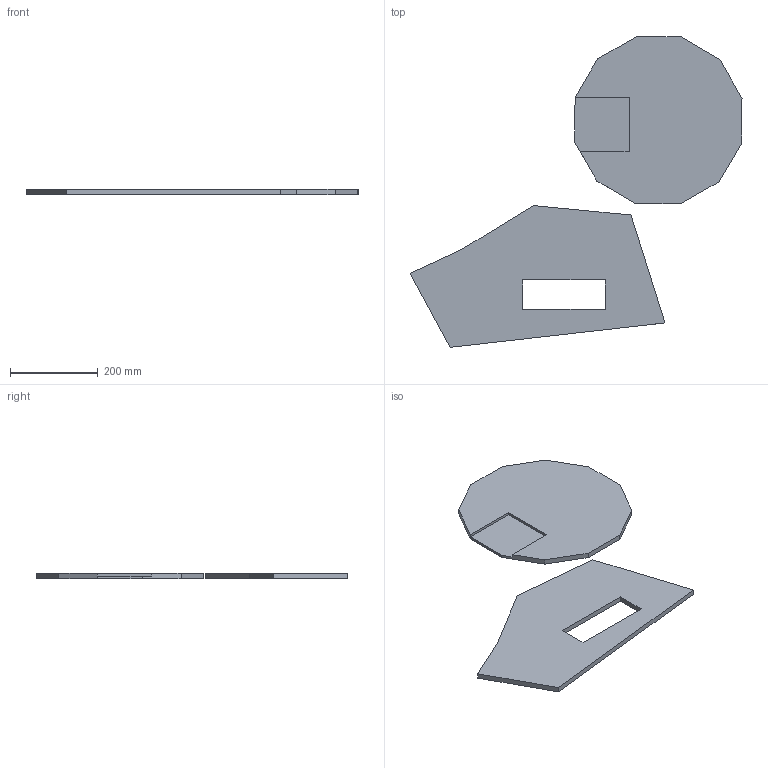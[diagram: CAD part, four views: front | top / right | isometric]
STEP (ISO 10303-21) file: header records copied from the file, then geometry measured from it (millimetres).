
FILE_DESCRIPTION(/* description */ (''),/* implementation_level */ '2;1');
FILE_NAME(/* name */ 'pocket_12mm',/* time_stamp */ '2026-02-23T13:36:40+09:00',/* author */ (''),/* organization */ (''),/* preprocessor_version */ 'ST-DEVELOPER v19.2',/* originating_system */ 'Rhino 8.28',/* authorisation */ '');
FILE_SCHEMA (('CONFIG_CONTROL_DESIGN'));
Length unit declared in the file: millimetre
Products named in the file (1): Document
Bounding box: 756.34 x 707.64 x 12 mm (x, y, z)
Volume: 2708948 mm3; surface area: 506585.9 mm2
Topology: 2 solids, 2 shells, 30 faces, 77 edges, 51 vertices
Faces by surface type: plane 30
Entity records: 874 total; most frequent: CARTESIAN_POINT 237, ORIENTED_EDGE 154, EDGE_CURVE 77, B_SPLINE_CURVE_WITH_KNOTS 77, VERTEX_POINT 51, DIRECTION 34, EDGE_LOOP 32, AXIS2_PLACEMENT_3D 32
